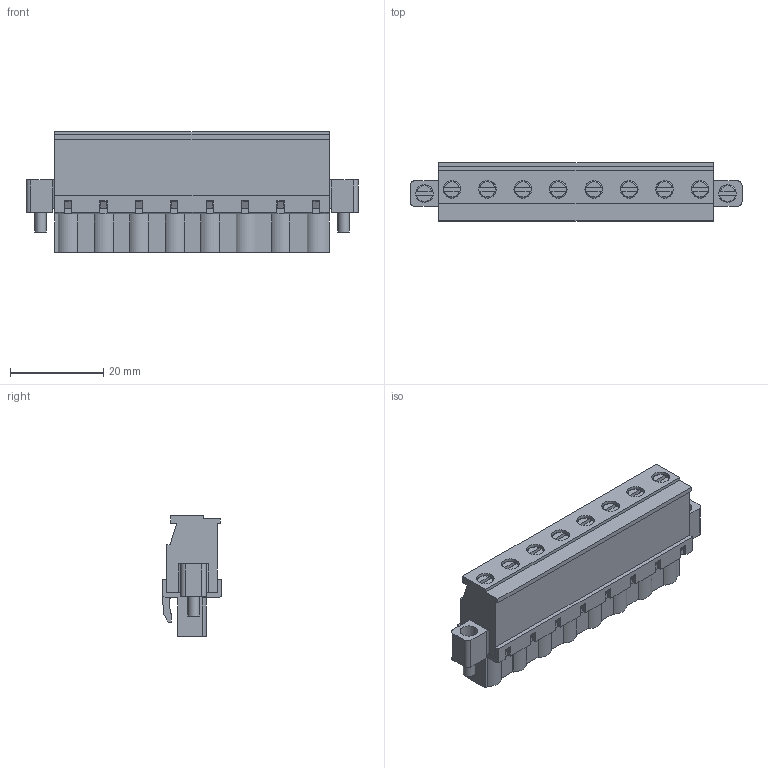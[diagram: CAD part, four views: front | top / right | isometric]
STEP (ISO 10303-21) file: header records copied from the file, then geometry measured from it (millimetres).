
FILE_DESCRIPTION( ( 'Unknown' ), '1' );
FILE_NAME( '691343410008.stp', 'Unknown', ( 'Quentin LAIDEBEUR' ), ( 'WE' ), 'PSStep 15.0.49', 'Sample-box', ' ' );
FILE_SCHEMA( ( 'AUTOMOTIVE_DESIGN { 1 0 10303 214 1 1 1 1 }' ) );
Length unit declared in the file: millimetre
Products named in the file (7): Assem1; vis cage; vis flange; Spring; cage; 691345410008; 691345410008_B
Assembly tree (28 placements, depth 2):
  Assem1
    vis cage  x8
    vis flange  x2
    Spring  x8
    cage  x8
    691345410008
    691345410008_B
Bounding box: 71.34 x 12.6 x 26 mm (x, y, z)
Volume: 9216.4 mm3; surface area: 18771.6 mm2
Topology: 28 solids, 28 shells, 1489 faces, 4024 edges, 2622 vertices
Faces by surface type: plane 1205, cylinder 238, torus 30, cone 16
Full cylindrical faces by diameter (mm): 1.5 x8, 2.459 x8, 2.5 x2, 2.6 x8, 2.7 x2, 3 x16, 3.7 x8, 3.8 x12
Entity records: 37092 total; most frequent: CARTESIAN_POINT 5243, ORIENTED_EDGE 5080, DIRECTION 4692, EDGE_CURVE 2540, LINE 2306, VECTOR 2306, VERTEX_POINT 1696, AXIS2_PLACEMENT_3D 1193
